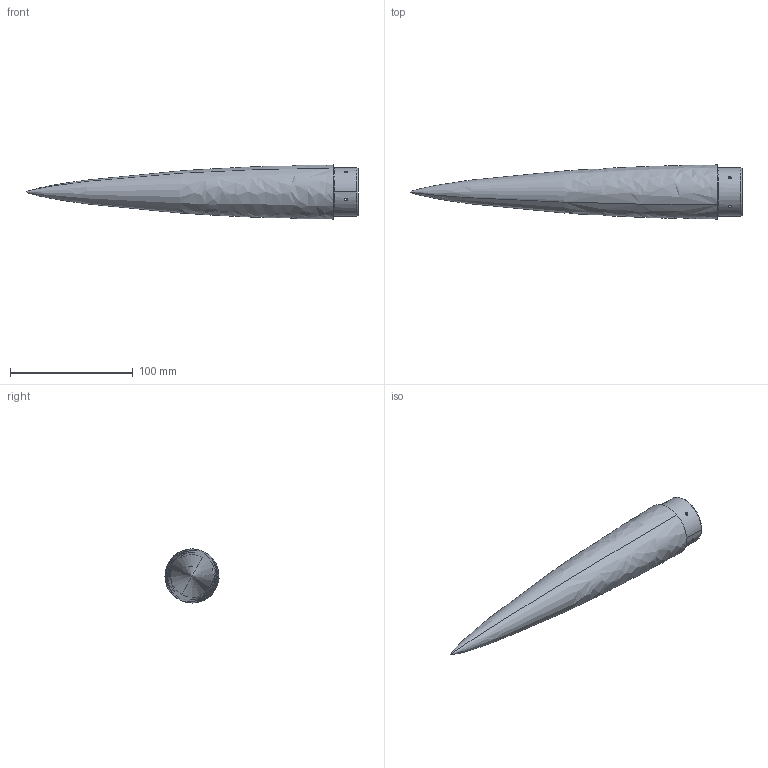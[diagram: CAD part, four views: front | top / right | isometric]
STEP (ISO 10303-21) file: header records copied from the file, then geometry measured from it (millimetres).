
FILE_DESCRIPTION(('CATIA V5 STEP Exchange'),'2;1');
FILE_NAME('Coiffe_Alu.stp','2018-12-06T15:27:08+00:00',('none'),('none'),'CATIA Version 5 Release 20 GA (IN-10)','CATIA V5 STEP AP203','none');
FILE_SCHEMA(('CONFIG_CONTROL_DESIGN'));
Length unit declared in the file: millimetre
Products named in the file (1): Coiffe_Alu
Bounding box: 270 x 43.93 x 43.97 mm (x, y, z)
Volume: 75226.5 mm3; surface area: 48476.2 mm2
Topology: 1 solids, 1 shells, 33 faces, 86 edges, 52 vertices
Faces by surface type: cylinder 14, revolution 8, bspline 3, torus 3, sphere 2, cone 2, plane 1
Entity records: 4436 total; most frequent: CARTESIAN_POINT 3707, ORIENTED_EDGE 164, EDGE_CURVE 82, DIRECTION 80, VERTEX_POINT 52, B_SPLINE_CURVE_WITH_KNOTS 46, EDGE_LOOP 44, AXIS2_PLACEMENT_3D 43
